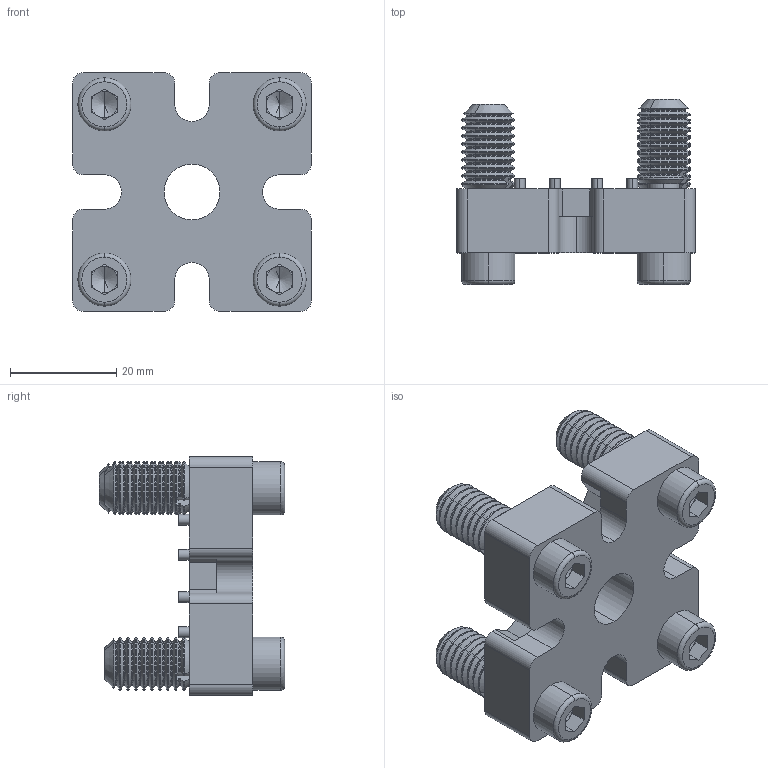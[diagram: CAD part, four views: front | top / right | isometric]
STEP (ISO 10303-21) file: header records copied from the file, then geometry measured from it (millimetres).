
FILE_DESCRIPTION (( 'STEP AP203' ), '1' );
FILE_NAME ('5.33.45.4545.STEP', '2014-06-25T06:26:26', ( 'USER' ), ( 'Microsoft' ), 'SwSTEP 2.0', 'SolidWorks 2012', '' );
FILE_SCHEMA (( 'CONFIG_CONTROL_DESIGN' ));
Length unit declared in the file: millimetre
Products named in the file (1): 5.33.45.4545
Bounding box: 45 x 34.91 x 45 mm (x, y, z)
Surface area: 12562.8 mm2 (no closed solid volume)
Topology: 0 solids, 29 shells, 714 faces, 1840 edges, 1132 vertices
Faces by surface type: torus 224, cone 216, cylinder 155, plane 119
Entity records: 22543 total; most frequent: CARTESIAN_POINT 5099, DIRECTION 4000, ORIENTED_EDGE 3316, EDGE_CURVE 1832, AXIS2_PLACEMENT_3D 1677, VERTEX_POINT 1132, CIRCLE 962, EDGE_LOOP 736
